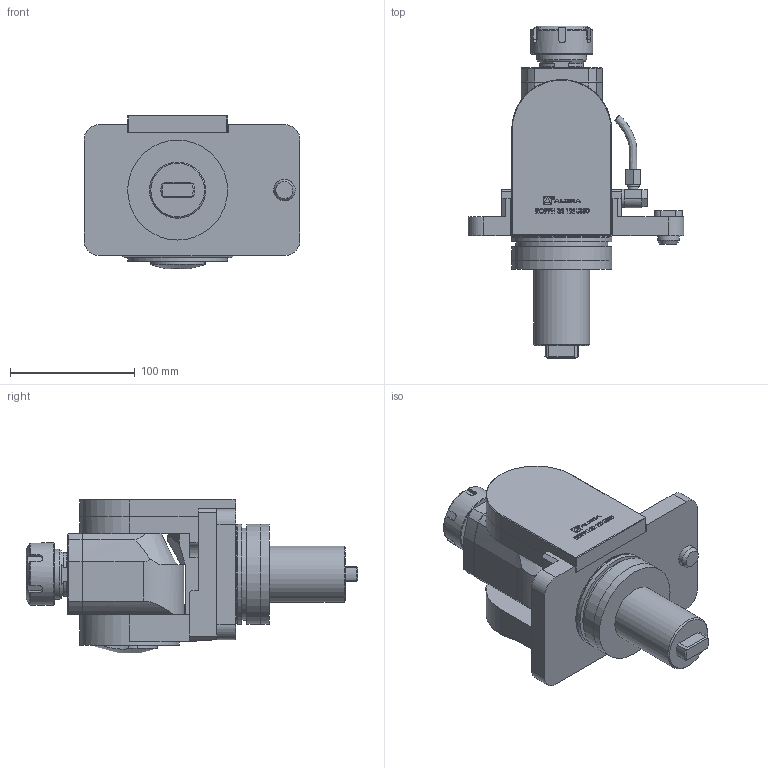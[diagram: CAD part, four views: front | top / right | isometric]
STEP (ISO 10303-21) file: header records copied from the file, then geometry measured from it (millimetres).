
FILE_DESCRIPTION (( 'STEP AP214' ), '1' );
FILE_NAME ('ROPPH32121US80.STEP', '2025-09-26T15:30:16', ( '' ), ( '' ), 'SwSTEP 2.0', 'SolidWorks 2023', '' );
FILE_SCHEMA (( 'AUTOMOTIVE_DESIGN' ));
Length unit declared in the file: millimetre
Products named in the file (1): ROPPH32121US80
Bounding box: 173 x 265.91 x 123 mm (x, y, z)
Volume: 1479737.6 mm3; surface area: 131533.2 mm2
Topology: 1 solids, 1 shells, 571 faces, 1507 edges, 984 vertices
Faces by surface type: plane 344, bspline 106, cylinder 87, cone 23, torus 11
Full cylindrical faces by diameter (mm): 1.7 x1, 2.1 x1, 6.366 x1, 8.2 x1, 9.8 x1, 14.5 x1, 17.2 x1, 40 x1, 45 x1, 50 x1, 73.6 x1, 79.6 x1, 80 x4
Entity records: 27165 total; most frequent: CARTESIAN_POINT 10634, ORIENTED_EDGE 2938, DIRECTION 2311, EDGE_CURVE 1469, VERTEX_POINT 971, VECTOR 933, LINE 933, AXIS2_PLACEMENT_3D 689
